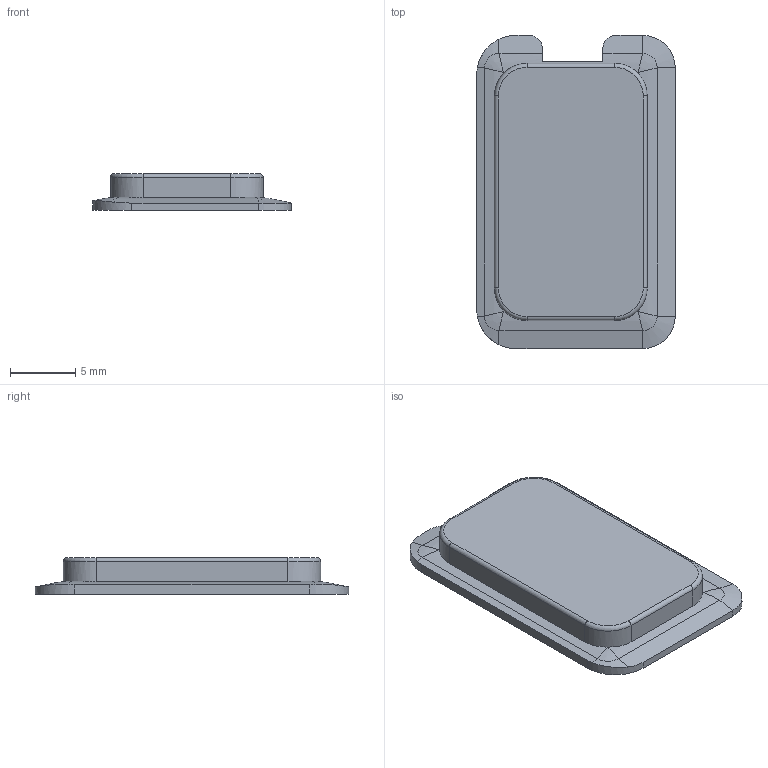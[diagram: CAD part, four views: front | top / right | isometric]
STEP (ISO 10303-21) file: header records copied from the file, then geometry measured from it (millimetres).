
FILE_DESCRIPTION(/* description */ (''),/* implementation_level */ '2;1');
FILE_NAME(/* name */ 'Button.step',/* time_stamp */ '2018-09-01T13:11:07-04:00',/* author */ (''),/* organization */ (''),/* preprocessor_version */ 'ST-DEVELOPER v17.2',/* originating_system */ 'Autodesk Translation Framework v7.6.0.251',/* authorisation */ '');
FILE_SCHEMA (('AUTOMOTIVE_DESIGN { 1 0 10303 214 3 1 1 }'));
Length unit declared in the file: millimetre
Products named in the file (1): Button
Bounding box: 15.2 x 24 x 2.8 mm (x, y, z)
Volume: 633.2 mm3; surface area: 859.7 mm2
Topology: 1 solids, 1 shells, 62 faces, 157 edges, 94 vertices
Faces by surface type: plane 24, cylinder 22, bspline 8, cone 4, torus 4
Entity records: 2033 total; most frequent: CARTESIAN_POINT 558, ORIENTED_EDGE 306, DIRECTION 293, EDGE_CURVE 153, AXIS2_PLACEMENT_3D 107, VERTEX_POINT 94, LINE 79, VECTOR 79
